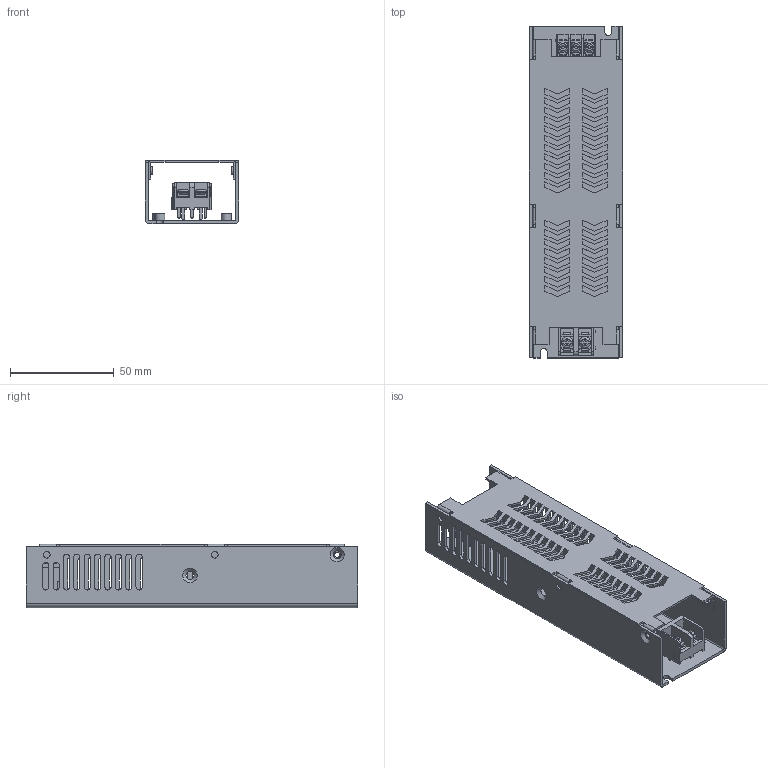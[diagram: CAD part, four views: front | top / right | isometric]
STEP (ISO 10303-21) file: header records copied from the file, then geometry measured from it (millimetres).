
FILE_DESCRIPTION(/* description */ (''),/* implementation_level */ '2;1');
FILE_NAME(/* name */ 'ELS-060.stp',/* time_stamp */ '2023-07-21T16:34:00+08:00',/* author */ (''),/* organization */ (''),/* preprocessor_version */ 'ST-DEVELOPER v19.3',/* originating_system */ 'SIEMENS PLM Software NX2212.3001',/* authorisation */ '');
FILE_SCHEMA (('AP203_CONFIGURATION_CONTROLLED_3D_DESIGN_OF_MECHANICAL_PARTS_AND_ASSEMBLIES_MIM_LF { 1 0 10303 403 2 1 2}'));
Length unit declared in the file: millimetre
Products named in the file (6): A01J1DZP0000004; A01J1DZP0000005; 铆钉M3D5L5; A04WJJSK0000030; A04WJJSK0000031; ELS-060
Assembly tree (8 placements, depth 2):
  ELS-060
    A04WJJSK0000031
    A04WJJSK0000030
    铆钉M3D5L5  x4
    A01J1DZP0000005
    A01J1DZP0000004
Bounding box: 45 x 160 x 30.5 mm (x, y, z)
Volume: 30917.8 mm3; surface area: 48790.1 mm2
Topology: 12 solids, 12 shells, 954 faces, 2710 edges, 1800 vertices
Faces by surface type: plane 716, cylinder 214, torus 16, cone 8
Full cylindrical faces by diameter (mm): 2.5 x6, 3.25 x8, 3.7 x2, 4 x1, 4.8 x4, 5 x4
Entity records: 31056 total; most frequent: CARTESIAN_POINT 6414, ORIENTED_EDGE 5202, DIRECTION 4571, EDGE_CURVE 2601, LINE 1773, VECTOR 1773, VERTEX_POINT 1744, AXIS2_PLACEMENT_3D 1399
